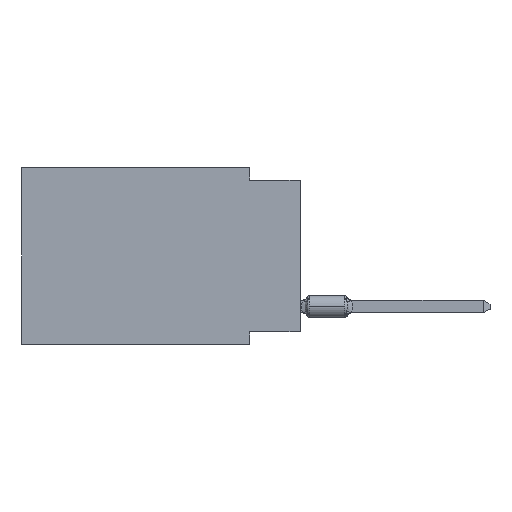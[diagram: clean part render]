
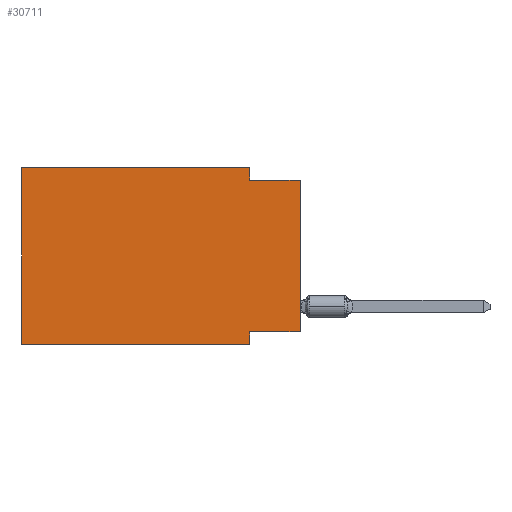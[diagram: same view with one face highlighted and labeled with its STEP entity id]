
A CAD part, left-side view. The second image highlights one B-rep face of the part: STEP entity #30711.
In plain terms, the highlighted planar face has unit normal (-1, 0, 0).
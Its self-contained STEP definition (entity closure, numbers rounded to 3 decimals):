
#1075 = DIRECTION ( 'NONE',  ( 0., 0., 1. ) ) ;
#2007 = EDGE_LOOP ( 'NONE', ( #14202, #24201, #15533, #28986, #12108, #21910, #31673, #26672 ) ) ;
#2031 = CARTESIAN_POINT ( 'NONE',  ( 0., 13.97, -8.89 ) ) ;
#2092 = LINE ( 'NONE', #32113, #21842 ) ;
#3153 = EDGE_CURVE ( 'NONE', #23987, #20686, #9789, .T. ) ;
#3306 = EDGE_CURVE ( 'NONE', #20686, #18090, #16590, .T. ) ;
#3753 = VECTOR ( 'NONE', #4080, 1000. ) ;
#4080 = DIRECTION ( 'NONE',  ( 0., 0., -1. ) ) ;
#4413 = CARTESIAN_POINT ( 'NONE',  ( 0., 2.54, -8.255 ) ) ;
#4537 = DIRECTION ( 'NONE',  ( 0., -1., 0. ) ) ;
#5495 = EDGE_CURVE ( 'NONE', #22738, #9181, #7291, .T. ) ;
#5961 = VERTEX_POINT ( 'NONE', #4413 ) ;
#6067 = DIRECTION ( 'NONE',  ( 1., 0., 0. ) ) ;
#6420 = VECTOR ( 'NONE', #12452, 1000. ) ;
#6586 = CARTESIAN_POINT ( 'NONE',  ( 0., 2.54, -8.89 ) ) ;
#7291 = LINE ( 'NONE', #25453, #7526 ) ;
#7526 = VECTOR ( 'NONE', #12614, 1000. ) ;
#9113 = EDGE_CURVE ( 'NONE', #32157, #9181, #29259, .T. ) ;
#9181 = VERTEX_POINT ( 'NONE', #16602 ) ;
#9789 = LINE ( 'NONE', #29961, #6420 ) ;
#11058 = CARTESIAN_POINT ( 'NONE',  ( 0., 2.54, -0.635 ) ) ;
#11396 = PLANE ( 'NONE',  #26890 ) ;
#11867 = EDGE_CURVE ( 'NONE', #5961, #27599, #29416, .T. ) ;
#12108 = ORIENTED_EDGE ( 'NONE', *, *, #3153, .F. ) ;
#12262 = DIRECTION ( 'NONE',  ( 0., 0., -1. ) ) ;
#12341 = VECTOR ( 'NONE', #4537, 1000. ) ;
#12452 = DIRECTION ( 'NONE',  ( 0., 0., 1. ) ) ;
#12614 = DIRECTION ( 'NONE',  ( 0., -1., 0. ) ) ;
#13091 = VECTOR ( 'NONE', #23421, 1000. ) ;
#13250 = LINE ( 'NONE', #28087, #13091 ) ;
#13404 = FACE_OUTER_BOUND ( 'NONE', #2007, .T. ) ;
#13610 = EDGE_CURVE ( 'NONE', #23987, #27599, #27400, .T. ) ;
#14202 = ORIENTED_EDGE ( 'NONE', *, *, #9113, .T. ) ;
#15276 = CARTESIAN_POINT ( 'NONE',  ( 0., 13.97, 0. ) ) ;
#15533 = ORIENTED_EDGE ( 'NONE', *, *, #22417, .F. ) ;
#16590 = LINE ( 'NONE', #19095, #17083 ) ;
#16602 = CARTESIAN_POINT ( 'NONE',  ( 0., 0., -0.635 ) ) ;
#17083 = VECTOR ( 'NONE', #26756, 1000. ) ;
#18090 = VERTEX_POINT ( 'NONE', #22122 ) ;
#19095 = CARTESIAN_POINT ( 'NONE',  ( 0., 13.97, 0. ) ) ;
#20686 = VERTEX_POINT ( 'NONE', #15276 ) ;
#21075 = DIRECTION ( 'NONE',  ( 0., 0., -1. ) ) ;
#21842 = VECTOR ( 'NONE', #12262, 1000. ) ;
#21910 = ORIENTED_EDGE ( 'NONE', *, *, #13610, .T. ) ;
#21912 = CARTESIAN_POINT ( 'NONE',  ( 0., 13.97, -8.89 ) ) ;
#21933 = CARTESIAN_POINT ( 'NONE',  ( 0., 0., 0. ) ) ;
#22122 = CARTESIAN_POINT ( 'NONE',  ( 0., 2.54, 0. ) ) ;
#22417 = EDGE_CURVE ( 'NONE', #18090, #22738, #2092, .T. ) ;
#22738 = VERTEX_POINT ( 'NONE', #11058 ) ;
#23421 = DIRECTION ( 'NONE',  ( 0., 1., 0. ) ) ;
#23585 = CARTESIAN_POINT ( 'NONE',  ( 0., 13.97, 0. ) ) ;
#23987 = VERTEX_POINT ( 'NONE', #21912 ) ;
#24032 = CARTESIAN_POINT ( 'NONE',  ( 0., 2.54, -8.89 ) ) ;
#24201 = ORIENTED_EDGE ( 'NONE', *, *, #5495, .F. ) ;
#25233 = VECTOR ( 'NONE', #1075, 1000. ) ;
#25453 = CARTESIAN_POINT ( 'NONE',  ( 0., 0., -0.635 ) ) ;
#26041 = CARTESIAN_POINT ( 'NONE',  ( 0., 0., -8.255 ) ) ;
#26672 = ORIENTED_EDGE ( 'NONE', *, *, #31733, .F. ) ;
#26756 = DIRECTION ( 'NONE',  ( 0., -1., 0. ) ) ;
#26890 = AXIS2_PLACEMENT_3D ( 'NONE', #23585, #6067, #21075 ) ;
#27400 = LINE ( 'NONE', #2031, #12341 ) ;
#27599 = VERTEX_POINT ( 'NONE', #24032 ) ;
#28087 = CARTESIAN_POINT ( 'NONE',  ( 0., 0., -8.255 ) ) ;
#28986 = ORIENTED_EDGE ( 'NONE', *, *, #3306, .F. ) ;
#29259 = LINE ( 'NONE', #21933, #25233 ) ;
#29416 = LINE ( 'NONE', #6586, #3753 ) ;
#29961 = CARTESIAN_POINT ( 'NONE',  ( 0., 13.97, 0. ) ) ;
#30711 = ADVANCED_FACE ( 'NONE', ( #13404 ), #11396, .F. ) ;
#31673 = ORIENTED_EDGE ( 'NONE', *, *, #11867, .F. ) ;
#31733 = EDGE_CURVE ( 'NONE', #32157, #5961, #13250, .T. ) ;
#32113 = CARTESIAN_POINT ( 'NONE',  ( 0., 2.54, 0. ) ) ;
#32157 = VERTEX_POINT ( 'NONE', #26041 ) ;
